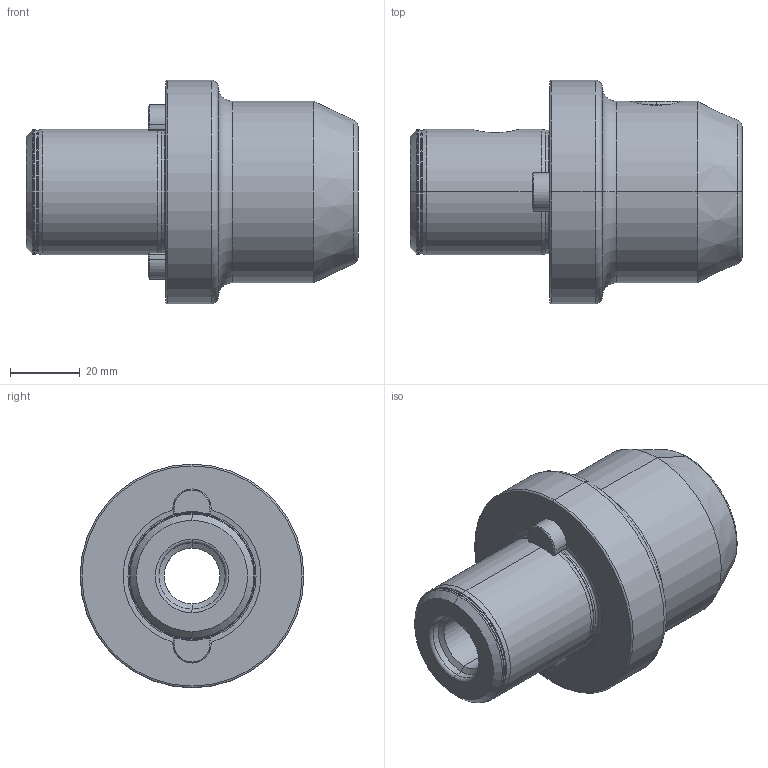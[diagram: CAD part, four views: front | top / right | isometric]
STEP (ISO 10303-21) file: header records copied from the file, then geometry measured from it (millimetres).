
FILE_DESCRIPTION (( 'STEP AP203' ), '1' );
FILE_NAME ('HA6-ST3.K01.044.STEP', '2016-02-12T11:42:19', ( 'SWIAdmin' ), ( 'Hewlett-Packard Company' ), 'SwSTEP 2.0', 'SolidWorks 2015', '' );
FILE_SCHEMA (( 'CONFIG_CONTROL_DESIGN' ));
Length unit declared in the file: millimetre
Products named in the file (4): ST6-W20.K01.055_A; W20-ER1.001.016; ST6-ER2.001.012_A; HA6-ST3.K01.044
Assembly tree (4 placements, depth 2):
  HA6-ST3.K01.044
    ST6-W20.K01.055_A
    W20-ER1.001.016
    ST6-ER2.001.012_A  x2
Bounding box: 95 x 64 x 64 mm (x, y, z)
Volume: 142632.2 mm3; surface area: 26834.5 mm2
Topology: 4 solids, 4 shells, 144 faces, 308 edges, 171 vertices
Faces by surface type: cone 52, cylinder 44, torus 28, plane 18, bspline 2
Entity records: 4278 total; most frequent: CARTESIAN_POINT 1143, DIRECTION 642, ORIENTED_EDGE 516, AXIS2_PLACEMENT_3D 272, EDGE_CURVE 258, VERTEX_POINT 145, CIRCLE 144, EDGE_LOOP 133
